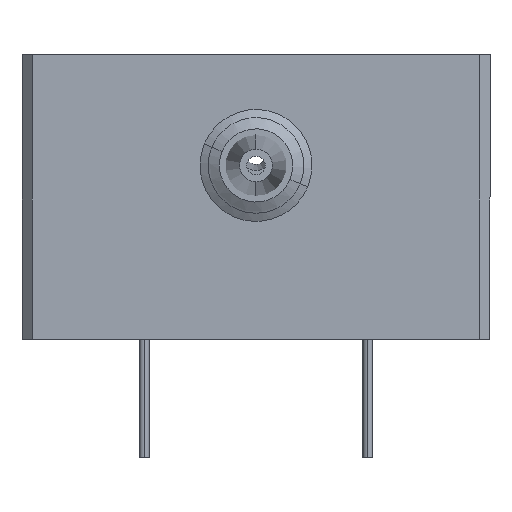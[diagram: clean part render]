
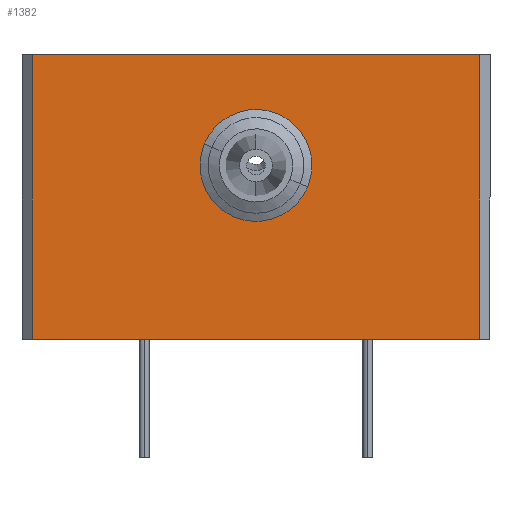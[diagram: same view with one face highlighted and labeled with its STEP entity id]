
A CAD part, left-side view. The second image highlights one B-rep face of the part: STEP entity #1382.
In plain terms, the highlighted planar face has unit normal (-1, 0, 0).
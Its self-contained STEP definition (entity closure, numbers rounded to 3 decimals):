
#185 = DIRECTION ( 'NONE',  ( 0., 0., -1. ) ) ;
#266 = VERTEX_POINT ( 'NONE', #329 ) ;
#324 = DIRECTION ( 'NONE',  ( 0., -1., 0. ) ) ;
#329 = CARTESIAN_POINT ( 'NONE',  ( -36., 11., 0. ) ) ;
#442 = CARTESIAN_POINT ( 'NONE',  ( -36., 0., 11.1 ) ) ;
#601 = CARTESIAN_POINT ( 'NONE',  ( -36., -11.5, 0. ) ) ;
#659 = EDGE_CURVE ( 'NONE', #715, #3609, #3877, .T. ) ;
#673 = ORIENTED_EDGE ( 'NONE', *, *, #2605, .T. ) ;
#707 = DIRECTION ( 'NONE',  ( 0., -1., 0. ) ) ;
#715 = VERTEX_POINT ( 'NONE', #442 ) ;
#827 = VERTEX_POINT ( 'NONE', #3480 ) ;
#834 = VECTOR ( 'NONE', #324, 1000. ) ;
#842 = LINE ( 'NONE', #2680, #2332 ) ;
#847 = VECTOR ( 'NONE', #1433, 1000. ) ;
#947 = LINE ( 'NONE', #1807, #1317 ) ;
#1057 = DIRECTION ( 'NONE',  ( 0., 0., -1. ) ) ;
#1099 = CARTESIAN_POINT ( 'NONE',  ( -36., 0., 8.55 ) ) ;
#1121 = PLANE ( 'NONE',  #2045 ) ;
#1205 = CARTESIAN_POINT ( 'NONE',  ( -36., 0., 6. ) ) ;
#1317 = VECTOR ( 'NONE', #3727, 1000. ) ;
#1382 = ADVANCED_FACE ( 'NONE', ( #3015, #4003 ), #1121, .F. ) ;
#1403 = LINE ( 'NONE', #601, #834 ) ;
#1433 = DIRECTION ( 'NONE',  ( 0., 0., 1. ) ) ;
#1489 = ORIENTED_EDGE ( 'NONE', *, *, #659, .F. ) ;
#1574 = AXIS2_PLACEMENT_3D ( 'NONE', #1099, #4079, #1057 ) ;
#1651 = VERTEX_POINT ( 'NONE', #2572 ) ;
#1719 = AXIS2_PLACEMENT_3D ( 'NONE', #1846, #4148, #185 ) ;
#1807 = CARTESIAN_POINT ( 'NONE',  ( -36., 11., 14. ) ) ;
#1846 = CARTESIAN_POINT ( 'NONE',  ( -36., 0., 8.55 ) ) ;
#2045 = AXIS2_PLACEMENT_3D ( 'NONE', #3103, #3774, #2118 ) ;
#2118 = DIRECTION ( 'NONE',  ( 0., 0., -1. ) ) ;
#2246 = EDGE_CURVE ( 'NONE', #827, #266, #947, .T. ) ;
#2310 = ORIENTED_EDGE ( 'NONE', *, *, #3754, .T. ) ;
#2332 = VECTOR ( 'NONE', #707, 1000. ) ;
#2528 = EDGE_LOOP ( 'NONE', ( #2944, #2626, #2310, #673 ) ) ;
#2572 = CARTESIAN_POINT ( 'NONE',  ( -36., -11., 14. ) ) ;
#2605 = EDGE_CURVE ( 'NONE', #3459, #1651, #2805, .T. ) ;
#2626 = ORIENTED_EDGE ( 'NONE', *, *, #2246, .T. ) ;
#2680 = CARTESIAN_POINT ( 'NONE',  ( -36., -11.5, 14. ) ) ;
#2805 = LINE ( 'NONE', #4200, #847 ) ;
#2944 = ORIENTED_EDGE ( 'NONE', *, *, #3308, .F. ) ;
#3015 = FACE_BOUND ( 'NONE', #3388, .T. ) ;
#3103 = CARTESIAN_POINT ( 'NONE',  ( -36., -11.5, 14. ) ) ;
#3308 = EDGE_CURVE ( 'NONE', #827, #1651, #842, .T. ) ;
#3388 = EDGE_LOOP ( 'NONE', ( #3677, #1489 ) ) ;
#3459 = VERTEX_POINT ( 'NONE', #3911 ) ;
#3480 = CARTESIAN_POINT ( 'NONE',  ( -36., 11., 14. ) ) ;
#3609 = VERTEX_POINT ( 'NONE', #1205 ) ;
#3677 = ORIENTED_EDGE ( 'NONE', *, *, #4160, .F. ) ;
#3727 = DIRECTION ( 'NONE',  ( 0., 0., -1. ) ) ;
#3754 = EDGE_CURVE ( 'NONE', #266, #3459, #1403, .T. ) ;
#3774 = DIRECTION ( 'NONE',  ( 1., 0., 0. ) ) ;
#3877 = CIRCLE ( 'NONE', #1574, 2.55 ) ;
#3911 = CARTESIAN_POINT ( 'NONE',  ( -36., -11., 0. ) ) ;
#3922 = CIRCLE ( 'NONE', #1719, 2.55 ) ;
#4003 = FACE_OUTER_BOUND ( 'NONE', #2528, .T. ) ;
#4079 = DIRECTION ( 'NONE',  ( -1., 0., 0. ) ) ;
#4148 = DIRECTION ( 'NONE',  ( -1., 0., 0. ) ) ;
#4160 = EDGE_CURVE ( 'NONE', #3609, #715, #3922, .T. ) ;
#4200 = CARTESIAN_POINT ( 'NONE',  ( -36., -11., 14. ) ) ;
